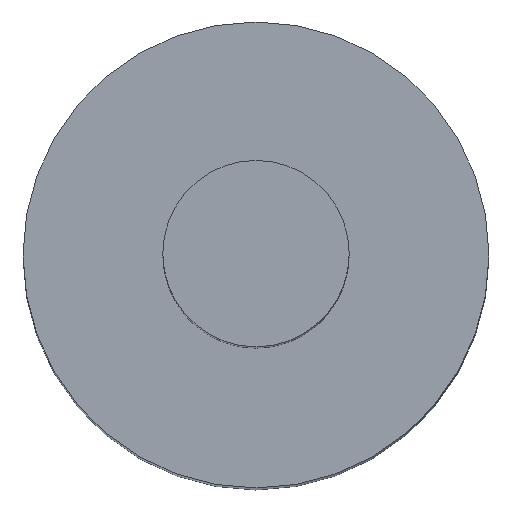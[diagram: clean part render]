
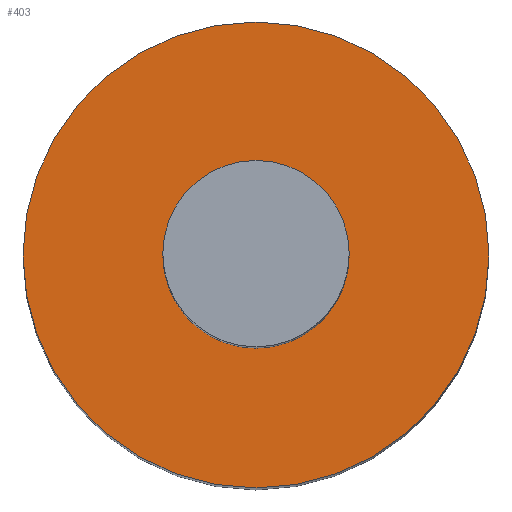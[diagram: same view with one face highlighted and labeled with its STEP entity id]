
A CAD part, top view. The second image highlights one B-rep face of the part: STEP entity #403.
In plain terms, the highlighted planar face has unit normal (0, 0, 1).
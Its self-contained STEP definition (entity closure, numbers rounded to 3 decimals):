
#1 = PLANE ( 'NONE',  #302 ) ;
#21 = CARTESIAN_POINT ( 'NONE',  ( -0.3, 0., 5.8 ) ) ;
#24 = CARTESIAN_POINT ( 'NONE',  ( 0.75, 0., 5.8 ) ) ;
#33 = ORIENTED_EDGE ( 'NONE', *, *, #241, .F. ) ;
#35 = CARTESIAN_POINT ( 'NONE',  ( 0., 0., 5.8 ) ) ;
#37 = AXIS2_PLACEMENT_3D ( 'NONE', #35, #196, #395 ) ;
#57 = CIRCLE ( 'NONE', #283, 0.3 ) ;
#60 = DIRECTION ( 'NONE',  ( 1., 0., 0. ) ) ;
#63 = DIRECTION ( 'NONE',  ( -1., 0., 0. ) ) ;
#120 = ORIENTED_EDGE ( 'NONE', *, *, #215, .F. ) ;
#122 = CARTESIAN_POINT ( 'NONE',  ( 0., 0., 5.8 ) ) ;
#123 = FACE_OUTER_BOUND ( 'NONE', #228, .T. ) ;
#129 = DIRECTION ( 'NONE',  ( 0., 0., 1. ) ) ;
#137 = CIRCLE ( 'NONE', #287, 0.75 ) ;
#152 = CARTESIAN_POINT ( 'NONE',  ( 0., 0., 5.8 ) ) ;
#155 = ORIENTED_EDGE ( 'NONE', *, *, #394, .T. ) ;
#156 = VERTEX_POINT ( 'NONE', #21 ) ;
#181 = VERTEX_POINT ( 'NONE', #423 ) ;
#187 = EDGE_LOOP ( 'NONE', ( #120, #33 ) ) ;
#188 = VERTEX_POINT ( 'NONE', #24 ) ;
#196 = DIRECTION ( 'NONE',  ( 0., 0., 1. ) ) ;
#213 = FACE_BOUND ( 'NONE', #187, .T. ) ;
#215 = EDGE_CURVE ( 'NONE', #181, #156, #363, .T. ) ;
#228 = EDGE_LOOP ( 'NONE', ( #369, #155 ) ) ;
#234 = DIRECTION ( 'NONE',  ( 0., 0., -1. ) ) ;
#241 = EDGE_CURVE ( 'NONE', #156, #181, #57, .T. ) ;
#255 = VERTEX_POINT ( 'NONE', #286 ) ;
#265 = CARTESIAN_POINT ( 'NONE',  ( -0.75, 0., 5.8 ) ) ;
#283 = AXIS2_PLACEMENT_3D ( 'NONE', #122, #325, #328 ) ;
#286 = CARTESIAN_POINT ( 'NONE',  ( -0.75, 0., 5.8 ) ) ;
#287 = AXIS2_PLACEMENT_3D ( 'NONE', #152, #387, #358 ) ;
#298 = CARTESIAN_POINT ( 'NONE',  ( 0., 0., 5.8 ) ) ;
#302 = AXIS2_PLACEMENT_3D ( 'NONE', #265, #234, #63 ) ;
#304 = AXIS2_PLACEMENT_3D ( 'NONE', #298, #129, #60 ) ;
#325 = DIRECTION ( 'NONE',  ( 0., 0., 1. ) ) ;
#328 = DIRECTION ( 'NONE',  ( 1., 0., 0. ) ) ;
#342 = EDGE_CURVE ( 'NONE', #188, #255, #137, .T. ) ;
#358 = DIRECTION ( 'NONE',  ( 1., 0., 0. ) ) ;
#363 = CIRCLE ( 'NONE', #304, 0.3 ) ;
#369 = ORIENTED_EDGE ( 'NONE', *, *, #342, .T. ) ;
#375 = CIRCLE ( 'NONE', #37, 0.75 ) ;
#387 = DIRECTION ( 'NONE',  ( 0., 0., 1. ) ) ;
#394 = EDGE_CURVE ( 'NONE', #255, #188, #375, .T. ) ;
#395 = DIRECTION ( 'NONE',  ( 1., 0., 0. ) ) ;
#403 = ADVANCED_FACE ( 'NONE', ( #213, #123 ), #1, .F. ) ;
#423 = CARTESIAN_POINT ( 'NONE',  ( 0.3, 0., 5.8 ) ) ;
